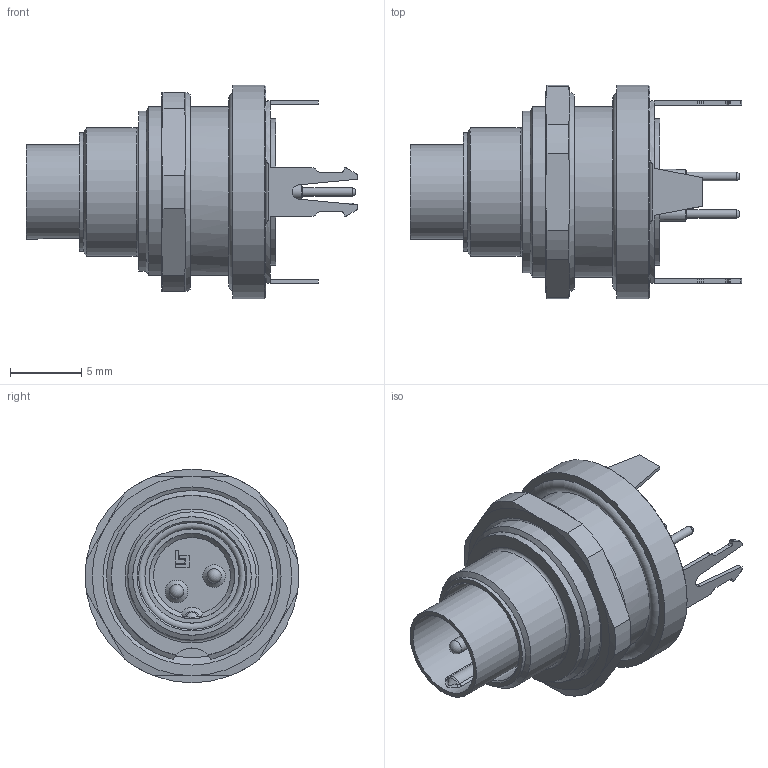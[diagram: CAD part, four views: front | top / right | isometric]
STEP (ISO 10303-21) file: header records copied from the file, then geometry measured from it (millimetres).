
FILE_DESCRIPTION(/* description */ (''),/* implementation_level */ '2;1');
FILE_NAME(/* name */ '09-0403-30-02_bg.stp',/* time_stamp */ '2010-09-03T10:48:30+02:00',/* author */ (''),/* organization */ (''),/* preprocessor_version */ 'ST-DEVELOPER v11',/* originating_system */ 'UGS - NX 5.0',/* authorisation */ '');
FILE_SCHEMA (('CONFIG_CONTROL_DESIGN'));
Length unit declared in the file: millimetre
Products named in the file (1): kbor99295s5e
Bounding box: 23.25 x 15 x 15 mm (x, y, z)
Volume: 1139.2 mm3; surface area: 1784.6 mm2
Topology: 1 solids, 1 shells, 208 faces, 541 edges, 348 vertices
Faces by surface type: plane 92, cylinder 73, cone 30, bspline 5, torus 4, sphere 4
Full cylindrical faces by diameter (mm): 0.6 x2, 1 x4, 6 x1, 6.6 x1, 7.5 x1, 8.315 x1, 9 x1, 9.65 x1, 10.25 x1, 12 x1, 15 x1
Entity records: 6573 total; most frequent: CARTESIAN_POINT 1627, DIRECTION 1012, ORIENTED_EDGE 972, EDGE_CURVE 486, AXIS2_PLACEMENT_3D 376, VERTEX_POINT 331, EDGE_LOOP 261, LINE 260
